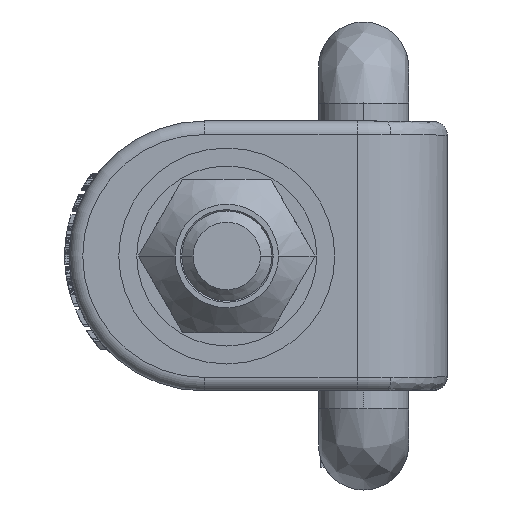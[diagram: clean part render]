
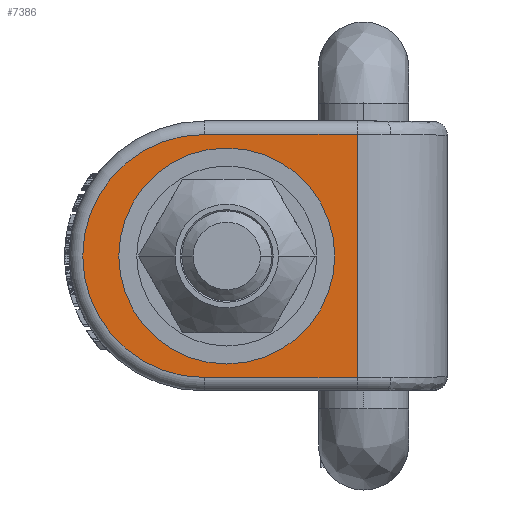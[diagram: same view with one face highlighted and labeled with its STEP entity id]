
A CAD part, front view. The second image highlights one B-rep face of the part: STEP entity #7386.
In plain terms, the highlighted planar face has unit normal (0, -1, 0).
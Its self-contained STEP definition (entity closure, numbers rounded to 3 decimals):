
#2=DIRECTION('',(-1.,0.,0.));
#3=VECTOR('',#2,17.);
#4=CARTESIAN_POINT('',(-12.,0.,13.5));
#5=LINE('',#4,#3);
#6=DIRECTION('',(0.,0.,1.));
#7=VECTOR('',#6,27.);
#8=CARTESIAN_POINT('',(-12.,0.,-13.5));
#9=LINE('',#8,#7);
#10=DIRECTION('',(1.,0.,0.));
#11=VECTOR('',#10,17.);
#12=CARTESIAN_POINT('',(-29.,0.,-13.5));
#13=LINE('',#12,#11);
#14=CARTESIAN_POINT('',(-29.,0.,0.));
#15=DIRECTION('',(0.,-1.,0.));
#16=DIRECTION('',(0.,0.,1.));
#17=AXIS2_PLACEMENT_3D('',#14,#15,#16);
#19=CARTESIAN_POINT('',(-26.5,0.,0.));
#20=DIRECTION('',(0.,1.,0.));
#21=DIRECTION('',(-1.,0.,0.));
#22=AXIS2_PLACEMENT_3D('',#19,#20,#21);
#24=CARTESIAN_POINT('',(-26.5,0.,0.));
#25=DIRECTION('',(0.,1.,0.));
#26=DIRECTION('',(1.,0.,0.));
#27=AXIS2_PLACEMENT_3D('',#24,#25,#26);
#6197=CARTESIAN_POINT('',(-12.,0.,13.5));
#6198=VERTEX_POINT('',#6197);
#6201=CARTESIAN_POINT('',(-29.,0.,13.5));
#6202=VERTEX_POINT('',#6201);
#6205=CARTESIAN_POINT('',(-29.,0.,-13.5));
#6206=VERTEX_POINT('',#6205);
#6209=CARTESIAN_POINT('',(-12.,0.,-13.5));
#6210=VERTEX_POINT('',#6209);
#6261=CARTESIAN_POINT('',(-34.75,0.,0.));
#6262=CARTESIAN_POINT('',(-18.25,0.,0.));
#6263=VERTEX_POINT('',#6261);
#6264=VERTEX_POINT('',#6262);
#7365=CARTESIAN_POINT('',(0.,0.,0.));
#7366=DIRECTION('',(0.,1.,0.));
#7367=DIRECTION('',(1.,0.,0.));
#7368=AXIS2_PLACEMENT_3D('',#7365,#7366,#7367);
#7369=PLANE('',#7368);
#7371=ORIENTED_EDGE('',*,*,#7370,.F.);
#7373=ORIENTED_EDGE('',*,*,#7372,.F.);
#7375=ORIENTED_EDGE('',*,*,#7374,.F.);
#7377=ORIENTED_EDGE('',*,*,#7376,.F.);
#7378=EDGE_LOOP('',(#7371,#7373,#7375,#7377));
#7379=FACE_OUTER_BOUND('',#7378,.F.);
#7381=ORIENTED_EDGE('',*,*,#7380,.F.);
#7383=ORIENTED_EDGE('',*,*,#7382,.F.);
#7384=EDGE_LOOP('',(#7381,#7383));
#7385=FACE_BOUND('',#7384,.F.);
#7386=ADVANCED_FACE('',(#7379,#7385),#7369,.F.);
#18=CIRCLE('',#17,13.5);
#23=CIRCLE('',#22,8.25);
#28=CIRCLE('',#27,8.25);
#7370=EDGE_CURVE('',#6198,#6202,#5,.T.);
#7372=EDGE_CURVE('',#6210,#6198,#9,.T.);
#7374=EDGE_CURVE('',#6206,#6210,#13,.T.);
#7376=EDGE_CURVE('',#6202,#6206,#18,.T.);
#7380=EDGE_CURVE('',#6263,#6264,#23,.T.);
#7382=EDGE_CURVE('',#6264,#6263,#28,.T.);
